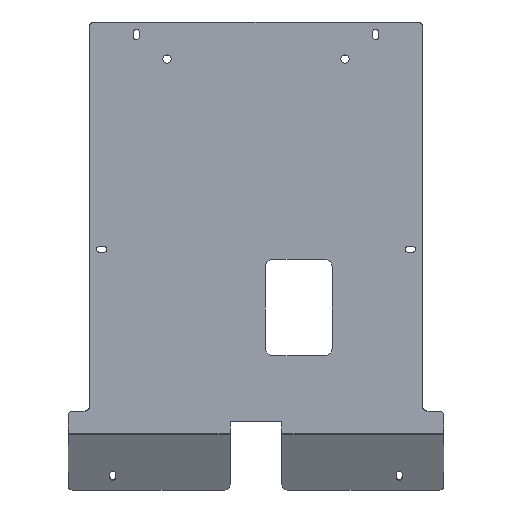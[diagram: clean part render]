
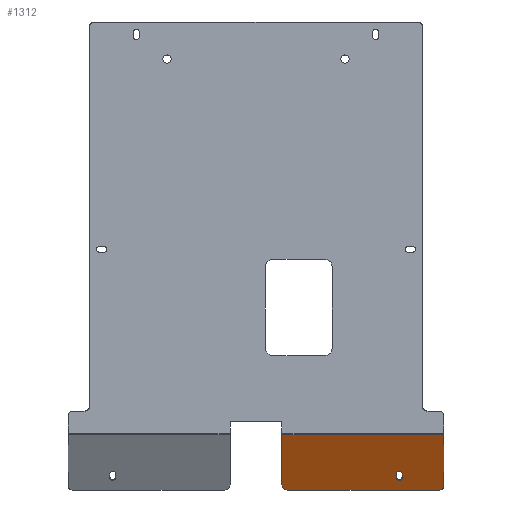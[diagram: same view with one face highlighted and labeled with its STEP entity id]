
A CAD part, top view. The second image highlights one B-rep face of the part: STEP entity #1312.
In plain terms, the highlighted planar face has unit normal (0, -0.5, 0.866).
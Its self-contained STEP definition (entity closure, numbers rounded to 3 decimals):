
#19=FACE_BOUND('',#149,.T.);
#37=PLANE('',#1403);
#78=FACE_OUTER_BOUND('',#148,.T.);
#148=EDGE_LOOP('',(#897,#898,#899,#900,#901,#902));
#149=EDGE_LOOP('',(#903,#904,#905,#906));
#237=LINE('',#1960,#369);
#238=LINE('',#1964,#370);
#239=LINE('',#1966,#371);
#240=LINE('',#1967,#372);
#241=LINE('',#1972,#373);
#242=LINE('',#1975,#374);
#369=VECTOR('',#1557,10.);
#370=VECTOR('',#1560,10.);
#371=VECTOR('',#1561,10.);
#372=VECTOR('',#1562,10.);
#373=VECTOR('',#1565,10.);
#374=VECTOR('',#1568,10.);
#502=CIRCLE('',#1402,4.);
#503=CIRCLE('',#1404,3.);
#504=CIRCLE('',#1405,2.);
#505=CIRCLE('',#1406,2.);
#567=VERTEX_POINT('',#1953);
#568=VERTEX_POINT('',#1955);
#569=VERTEX_POINT('',#1959);
#570=VERTEX_POINT('',#1961);
#571=VERTEX_POINT('',#1963);
#572=VERTEX_POINT('',#1965);
#573=VERTEX_POINT('',#1968);
#574=VERTEX_POINT('',#1969);
#575=VERTEX_POINT('',#1971);
#576=VERTEX_POINT('',#1973);
#697=EDGE_CURVE('',#567,#568,#502,.T.);
#699=EDGE_CURVE('',#567,#569,#237,.T.);
#700=EDGE_CURVE('',#570,#569,#503,.T.);
#701=EDGE_CURVE('',#570,#571,#238,.T.);
#702=EDGE_CURVE('',#571,#572,#239,.T.);
#703=EDGE_CURVE('',#572,#568,#240,.T.);
#704=EDGE_CURVE('',#573,#574,#504,.T.);
#705=EDGE_CURVE('',#574,#575,#241,.T.);
#706=EDGE_CURVE('',#575,#576,#505,.T.);
#707=EDGE_CURVE('',#576,#573,#242,.T.);
#897=ORIENTED_EDGE('',*,*,#697,.F.);
#898=ORIENTED_EDGE('',*,*,#699,.T.);
#899=ORIENTED_EDGE('',*,*,#700,.F.);
#900=ORIENTED_EDGE('',*,*,#701,.T.);
#901=ORIENTED_EDGE('',*,*,#702,.T.);
#902=ORIENTED_EDGE('',*,*,#703,.T.);
#903=ORIENTED_EDGE('',*,*,#704,.T.);
#904=ORIENTED_EDGE('',*,*,#705,.T.);
#905=ORIENTED_EDGE('',*,*,#706,.T.);
#906=ORIENTED_EDGE('',*,*,#707,.T.);
#1312=ADVANCED_FACE('',(#78,#19),#37,.T.);
#1402=AXIS2_PLACEMENT_3D('',#1956,#1552,#1553);
#1403=AXIS2_PLACEMENT_3D('',#1958,#1555,#1556);
#1404=AXIS2_PLACEMENT_3D('',#1962,#1558,#1559);
#1405=AXIS2_PLACEMENT_3D('',#1970,#1563,#1564);
#1406=AXIS2_PLACEMENT_3D('',#1974,#1566,#1567);
#1552=DIRECTION('center_axis',(0.,0.5,-0.866));
#1553=DIRECTION('ref_axis',(-0.707,-0.612,-0.354));
#1555=DIRECTION('center_axis',(0.,-0.5,0.866));
#1556=DIRECTION('ref_axis',(1.,0.,0.));
#1557=DIRECTION('',(1.,0.,0.));
#1558=DIRECTION('center_axis',(0.,0.5,-0.866));
#1559=DIRECTION('ref_axis',(0.707,-0.612,-0.354));
#1560=DIRECTION('',(0.,0.866,0.5));
#1561=DIRECTION('',(-1.,0.,0.));
#1562=DIRECTION('',(0.,-0.866,-0.5));
#1563=DIRECTION('center_axis',(0.,0.5,-0.866));
#1564=DIRECTION('ref_axis',(1.,0.,0.));
#1565=DIRECTION('',(0.,-0.866,-0.5));
#1566=DIRECTION('center_axis',(0.,0.5,-0.866));
#1567=DIRECTION('ref_axis',(-1.,0.,0.));
#1568=DIRECTION('',(0.,0.866,0.5));
#1953=CARTESIAN_POINT('',(21.5,16.777,111.45));
#1955=CARTESIAN_POINT('',(17.5,20.242,113.45));
#1956=CARTESIAN_POINT('Origin',(21.5,20.242,113.45));
#1958=CARTESIAN_POINT('Origin',(0.,35.689,122.369));
#1959=CARTESIAN_POINT('',(123.5,16.777,111.45));
#1960=CARTESIAN_POINT('',(126.5,16.777,111.45));
#1961=CARTESIAN_POINT('',(126.5,19.376,112.95));
#1962=CARTESIAN_POINT('Origin',(123.5,19.376,112.95));
#1963=CARTESIAN_POINT('',(126.5,54.078,132.986));
#1964=CARTESIAN_POINT('',(126.5,54.078,132.986));
#1965=CARTESIAN_POINT('',(17.5,54.078,132.986));
#1966=CARTESIAN_POINT('',(0.,54.078,132.986));
#1967=CARTESIAN_POINT('',(17.5,48.23,129.609));
#1968=CARTESIAN_POINT('',(94.5,27.724,117.77));
#1969=CARTESIAN_POINT('',(98.5,27.724,117.77));
#1970=CARTESIAN_POINT('Origin',(96.5,27.724,117.77));
#1971=CARTESIAN_POINT('',(98.5,25.126,116.27));
#1972=CARTESIAN_POINT('',(98.5,31.707,120.069));
#1973=CARTESIAN_POINT('',(94.5,25.126,116.27));
#1974=CARTESIAN_POINT('Origin',(96.5,25.126,116.27));
#1975=CARTESIAN_POINT('',(94.5,30.408,119.319));
